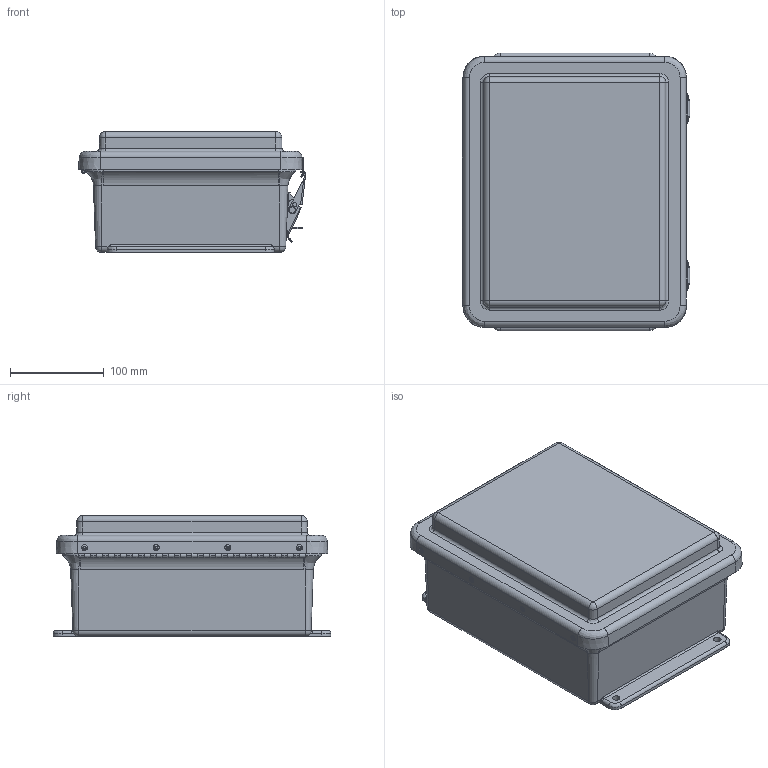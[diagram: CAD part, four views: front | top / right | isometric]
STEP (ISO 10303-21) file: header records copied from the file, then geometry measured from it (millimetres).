
FILE_DESCRIPTION (( 'STEP AP214' ), '1' );
FILE_NAME ('M1008HAPL.STEP', '2018-11-07T15:35:41', ( '' ), ( '' ), 'SwSTEP 2.0', 'SolidWorks 2018', '' );
FILE_SCHEMA (( 'AUTOMOTIVE_DESIGN' ));
Length unit declared in the file: inch
Products named in the file (1): M1008HAPL
Bounding box: 242.16 x 295.27 x 128.6 mm (x, y, z)
Volume: 1028694.5 mm3; surface area: 570463.5 mm2
Topology: 38 solids, 38 shells, 989 faces, 2453 edges, 1577 vertices
Faces by surface type: plane 409, cylinder 409, bspline 112, cone 47, torus 12
Full cylindrical faces by diameter (mm): 2.159 x39, 2.64 x8, 3.048 x2, 3.175 x16, 3.302 x4, 3.327 x8, 3.429 x18, 3.556 x20, 3.861 x5, 3.962 x7, 4.306 x4, 5.537 x4, 6.35 x8, 6.858 x4, 7.62 x4, 9.525 x2
Entity records: 47107 total; most frequent: CARTESIAN_POINT 11158, DIRECTION 4508, ORIENTED_EDGE 4476, EDGE_CURVE 2238, AXIS2_PLACEMENT_3D 1680, VERTEX_POINT 1546, EDGE_LOOP 1420, FACE_OUTER_BOUND 1158
